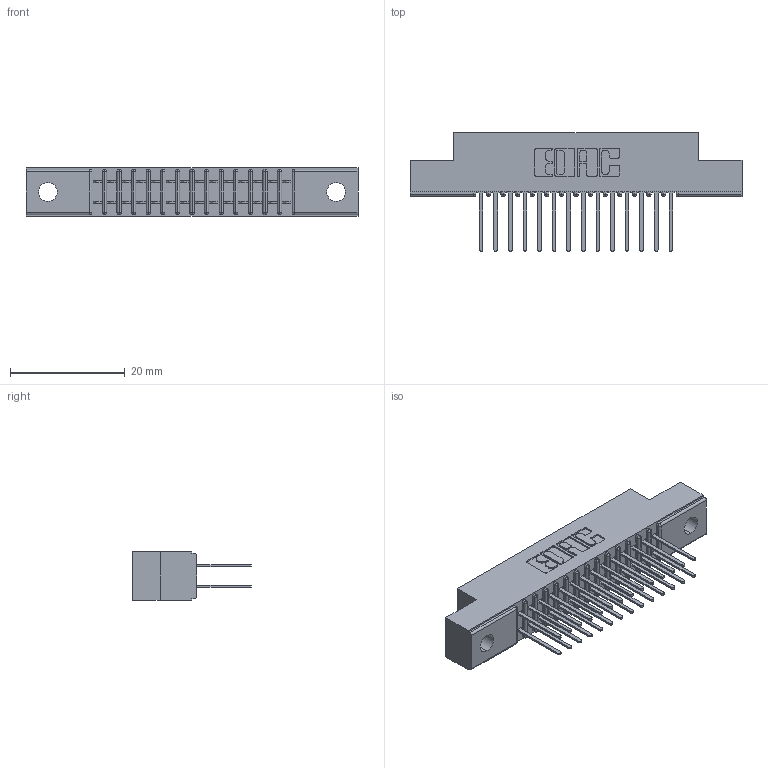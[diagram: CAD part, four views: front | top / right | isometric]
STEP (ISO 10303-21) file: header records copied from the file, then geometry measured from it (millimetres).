
FILE_DESCRIPTION (( 'STEP AP203' ), '1' );
FILE_NAME ('391-028-522-202.STEP', '2018-08-08T20:56:53', ( '' ), ( '' ), 'SwSTEP 2.0', 'SolidWorks 2016', '' );
FILE_SCHEMA (( 'CONFIG_CONTROL_DESIGN' ));
Length unit declared in the file: inch
Products named in the file (3): 341 Part_.128 (3.25) Dia Mounting Holes; 341-292-001_341-292-122; 391-028-522-202
Assembly tree (29 placements, depth 2):
  391-028-522-202
    341 Part_.128 (3.25) Dia Mounting Holes
    341-292-001_341-292-122  x28
Bounding box: 57.78 x 20.62 x 8.38 mm (x, y, z)
Volume: 3309.8 mm3; surface area: 6401.5 mm2
Topology: 29 solids, 29 shells, 1964 faces, 5678 edges, 3678 vertices
Faces by surface type: plane 1188, cylinder 720, sphere 30, torus 26
Entity records: 20675 total; most frequent: CARTESIAN_POINT 3438, ORIENTED_EDGE 3412, DIRECTION 3356, EDGE_CURVE 1706, LINE 1348, VECTOR 1348, VERTEX_POINT 1086, AXIS2_PLACEMENT_3D 1004
